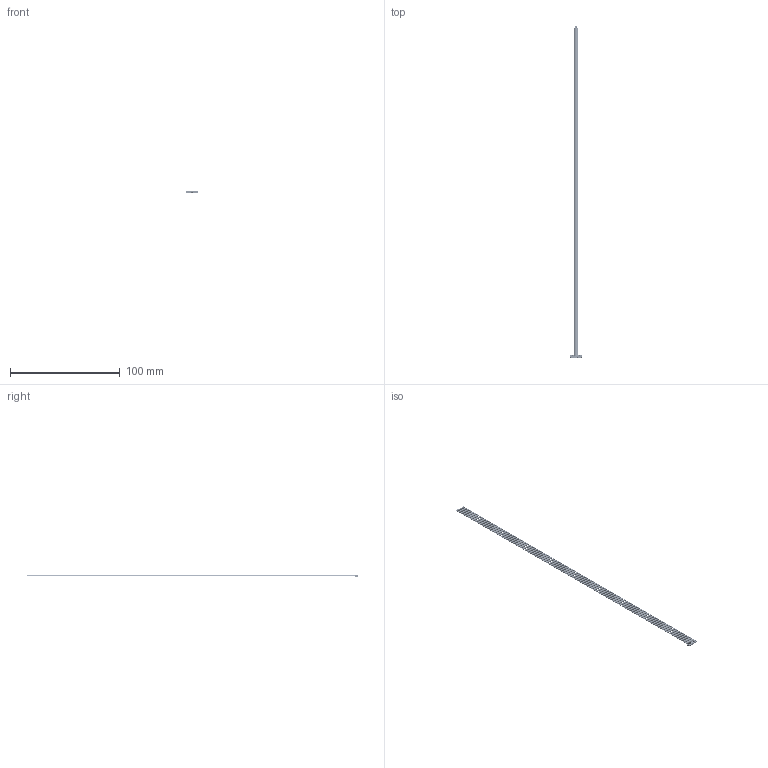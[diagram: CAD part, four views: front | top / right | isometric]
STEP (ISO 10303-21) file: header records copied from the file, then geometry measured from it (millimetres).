
FILE_DESCRIPTION(/* description */ ('Unknown'),/* implementation_level */ '2;1');
FILE_NAME(/* name */ '689100103012',/* time_stamp */ '2024-08-08T16:21:49+02:00',/* author */ ('Unknown'),/* organization */ ('Unknown'),/* preprocessor_version */ 'ST-DEVELOPER v19.4',/* originating_system */ 'Solid Edge',/* authorisation */ 'Unknown');
FILE_SCHEMA (('AUTOMOTIVE_DESIGN {1 0 10303 214 3 1 1}'));
Length unit declared in the file: millimetre
Products named in the file (6): 6891001030xx; Wire 32AWG; Insulator Black 32AWG; 6890xx114322; 689012114322; 6890xx114322_Pin
Assembly tree (38 placements, depth 3):
  6891001030xx
    Wire 32AWG  x12
    Insulator Black 32AWG  x12
    6890xx114322
      689012114322
      6890xx114322_Pin  x12
Bounding box: 10.4 x 302.9 x 1.7 mm (x, y, z)
Volume: 878.5 mm3; surface area: 14872.8 mm2
Topology: 109 solids, 109 shells, 2036 faces, 5446 edges, 3604 vertices
Faces by surface type: plane 1298, cylinder 570, bspline 120, torus 48
Full cylindrical faces by diameter (mm): 0.073 x12, 0.22 x12, 0.56 x12
Entity records: 35160 total; most frequent: CARTESIAN_POINT 11658, ORIENTED_EDGE 5066, DIRECTION 4563, EDGE_CURVE 2533, LINE 2201, VECTOR 2201, VERTEX_POINT 1690, AXIS2_PLACEMENT_3D 1181
